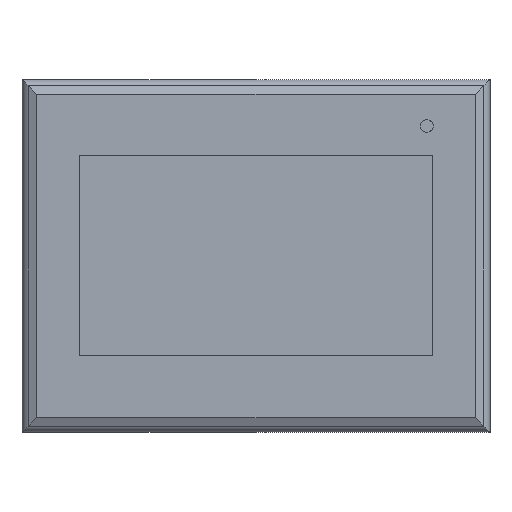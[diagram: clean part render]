
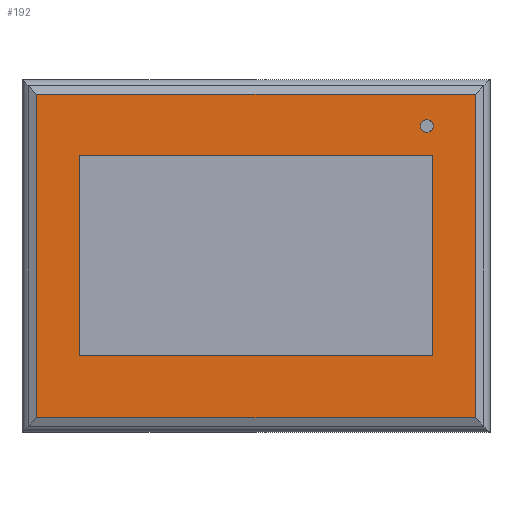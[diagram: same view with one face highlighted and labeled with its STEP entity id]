
A CAD part, top view. The second image highlights one B-rep face of the part: STEP entity #192.
In plain terms, the highlighted planar face has unit normal (0, 0, 1).
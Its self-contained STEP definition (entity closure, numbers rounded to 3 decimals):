
#47=AXIS2_PLACEMENT_3D('Circle Axis2P3D',#45,#46,$) ;
#81=AXIS2_PLACEMENT_3D('Circle Axis2P3D',#79,#80,$) ;
#118=AXIS2_PLACEMENT_3D('Plane Axis2P3D',#115,#116,#117) ;
#40=CARTESIAN_POINT('Vertex',(110.7,82.5,36.1)) ;
#45=CARTESIAN_POINT('Axis2P3D Location',(109.,82.5,36.1)) ;
#49=CARTESIAN_POINT('Vertex',(107.3,82.5,36.1)) ;
#79=CARTESIAN_POINT('Axis2P3D Location',(109.,82.5,36.1)) ;
#115=CARTESIAN_POINT('Axis2P3D Location',(63.,4.,36.1)) ;
#120=CARTESIAN_POINT('Line Origine',(63.,4.,36.1)) ;
#124=CARTESIAN_POINT('Vertex',(4.,4.,36.1)) ;
#126=CARTESIAN_POINT('Vertex',(122.,4.,36.1)) ;
#129=CARTESIAN_POINT('Line Origine',(122.,47.5,36.1)) ;
#133=CARTESIAN_POINT('Vertex',(122.,91.,36.1)) ;
#136=CARTESIAN_POINT('Line Origine',(63.,91.,36.1)) ;
#140=CARTESIAN_POINT('Vertex',(4.,91.,36.1)) ;
#143=CARTESIAN_POINT('Line Origine',(4.,47.5,36.1)) ;
#158=CARTESIAN_POINT('Line Origine',(110.52,47.5,36.1)) ;
#162=CARTESIAN_POINT('Vertex',(110.52,20.57,36.1)) ;
#164=CARTESIAN_POINT('Vertex',(110.52,74.43,36.1)) ;
#167=CARTESIAN_POINT('Line Origine',(63.,20.57,36.1)) ;
#171=CARTESIAN_POINT('Vertex',(15.48,20.57,36.1)) ;
#174=CARTESIAN_POINT('Line Origine',(15.48,47.5,36.1)) ;
#178=CARTESIAN_POINT('Vertex',(15.48,74.43,36.1)) ;
#181=CARTESIAN_POINT('Line Origine',(63.,74.43,36.1)) ;
#46=DIRECTION('Axis2P3D Direction',(0.,0.,1.)) ;
#80=DIRECTION('Axis2P3D Direction',(0.,0.,1.)) ;
#116=DIRECTION('Axis2P3D Direction',(0.,0.,-1.)) ;
#117=DIRECTION('Axis2P3D XDirection',(0.,1.,0.)) ;
#121=DIRECTION('Vector Direction',(1.,0.,0.)) ;
#130=DIRECTION('Vector Direction',(0.,-1.,0.)) ;
#137=DIRECTION('Vector Direction',(1.,0.,0.)) ;
#144=DIRECTION('Vector Direction',(0.,-1.,0.)) ;
#159=DIRECTION('Vector Direction',(0.,1.,0.)) ;
#168=DIRECTION('Vector Direction',(1.,0.,0.)) ;
#175=DIRECTION('Vector Direction',(0.,-1.,0.)) ;
#182=DIRECTION('Vector Direction',(-1.,0.,0.)) ;
#122=VECTOR('Line Direction',#121,1.) ;
#131=VECTOR('Line Direction',#130,1.) ;
#138=VECTOR('Line Direction',#137,1.) ;
#145=VECTOR('Line Direction',#144,1.) ;
#160=VECTOR('Line Direction',#159,1.) ;
#169=VECTOR('Line Direction',#168,1.) ;
#176=VECTOR('Line Direction',#175,1.) ;
#183=VECTOR('Line Direction',#182,1.) ;
#149=ORIENTED_EDGE('',*,*,#128,.T.) ;
#150=ORIENTED_EDGE('',*,*,#135,.F.) ;
#151=ORIENTED_EDGE('',*,*,#142,.F.) ;
#152=ORIENTED_EDGE('',*,*,#147,.T.) ;
#155=ORIENTED_EDGE('',*,*,#83,.F.) ;
#156=ORIENTED_EDGE('',*,*,#51,.F.) ;
#187=ORIENTED_EDGE('',*,*,#166,.F.) ;
#188=ORIENTED_EDGE('',*,*,#173,.F.) ;
#189=ORIENTED_EDGE('',*,*,#180,.F.) ;
#190=ORIENTED_EDGE('',*,*,#185,.F.) ;
#157=FACE_BOUND('',#154,.T.) ;
#191=FACE_BOUND('',#186,.T.) ;
#192=ADVANCED_FACE('MONITOR',(#153,#157,#191),#119,.F.) ;
#48=CIRCLE('generated circle',#47,1.7) ;
#82=CIRCLE('generated circle',#81,1.7) ;
#51=EDGE_CURVE('',#41,#50,#48,.T.) ;
#83=EDGE_CURVE('',#50,#41,#82,.T.) ;
#128=EDGE_CURVE('',#125,#127,#123,.T.) ;
#135=EDGE_CURVE('',#134,#127,#132,.T.) ;
#142=EDGE_CURVE('',#141,#134,#139,.T.) ;
#147=EDGE_CURVE('',#141,#125,#146,.T.) ;
#166=EDGE_CURVE('',#163,#165,#161,.T.) ;
#173=EDGE_CURVE('',#172,#163,#170,.T.) ;
#180=EDGE_CURVE('',#179,#172,#177,.T.) ;
#185=EDGE_CURVE('',#165,#179,#184,.T.) ;
#148=EDGE_LOOP('',(#149,#150,#151,#152)) ;
#154=EDGE_LOOP('',(#155,#156)) ;
#186=EDGE_LOOP('',(#187,#188,#189,#190)) ;
#153=FACE_OUTER_BOUND('',#148,.T.) ;
#123=LINE('Line',#120,#122) ;
#132=LINE('Line',#129,#131) ;
#139=LINE('Line',#136,#138) ;
#146=LINE('Line',#143,#145) ;
#161=LINE('Line',#158,#160) ;
#170=LINE('Line',#167,#169) ;
#177=LINE('Line',#174,#176) ;
#184=LINE('Line',#181,#183) ;
#119=PLANE('',#118) ;
#41=VERTEX_POINT('',#40) ;
#50=VERTEX_POINT('',#49) ;
#125=VERTEX_POINT('',#124) ;
#127=VERTEX_POINT('',#126) ;
#134=VERTEX_POINT('',#133) ;
#141=VERTEX_POINT('',#140) ;
#163=VERTEX_POINT('',#162) ;
#165=VERTEX_POINT('',#164) ;
#172=VERTEX_POINT('',#171) ;
#179=VERTEX_POINT('',#178) ;
